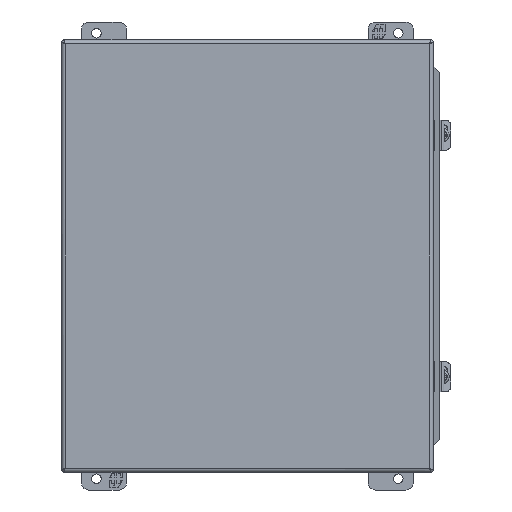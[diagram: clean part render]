
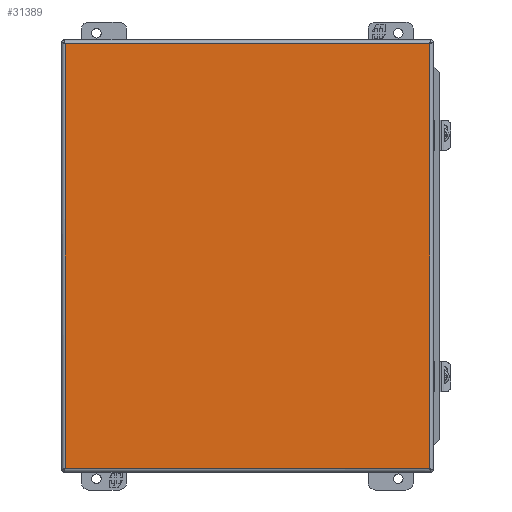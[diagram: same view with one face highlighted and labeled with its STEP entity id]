
A CAD part, front view. The second image highlights one B-rep face of the part: STEP entity #31389.
In plain terms, the highlighted planar face has unit normal (0, -1, 0).
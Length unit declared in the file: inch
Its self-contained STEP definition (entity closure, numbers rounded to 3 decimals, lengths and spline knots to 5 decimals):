
#109 = ORIENTED_EDGE ( 'NONE', *, *, #8052, .T. ) ;
#829 = VERTEX_POINT ( 'NONE', #21443 ) ;
#1761 = CARTESIAN_POINT ( 'NONE',  ( 6.0378, -6.19685, -7.0378 ) ) ;
#2499 = VECTOR ( 'NONE', #19084, 39.37008 ) ;
#3364 = DIRECTION ( 'NONE',  ( -1., 0., 0. ) ) ;
#5379 = VECTOR ( 'NONE', #3364, 39.37008 ) ;
#5798 = CARTESIAN_POINT ( 'NONE',  ( -6.0378, -6.19685, -7.0378 ) ) ;
#5876 = EDGE_CURVE ( 'NONE', #32779, #829, #29265, .T. ) ;
#6658 = VERTEX_POINT ( 'NONE', #10615 ) ;
#7189 = VECTOR ( 'NONE', #30277, 39.37008 ) ;
#8052 = EDGE_CURVE ( 'NONE', #25156, #32779, #29202, .T. ) ;
#9875 = DIRECTION ( 'NONE',  ( 1., 0., 0. ) ) ;
#10615 = CARTESIAN_POINT ( 'NONE',  ( -6.0378, -6.19685, 7.0378 ) ) ;
#11661 = LINE ( 'NONE', #14650, #5379 ) ;
#14189 = EDGE_CURVE ( 'NONE', #6658, #25156, #18782, .T. ) ;
#14650 = CARTESIAN_POINT ( 'NONE',  ( -6.15591, -6.19685, 7.0378 ) ) ;
#15177 = EDGE_LOOP ( 'NONE', ( #28503, #109, #33378, #30400 ) ) ;
#15647 = CARTESIAN_POINT ( 'NONE',  ( -6.0378, -6.19685, -7.15591 ) ) ;
#17921 = AXIS2_PLACEMENT_3D ( 'NONE', #19620, #22020, #19501 ) ;
#18533 = EDGE_CURVE ( 'NONE', #829, #6658, #11661, .T. ) ;
#18782 = LINE ( 'NONE', #15647, #7189 ) ;
#19084 = DIRECTION ( 'NONE',  ( 0., 0., 1. ) ) ;
#19501 = DIRECTION ( 'NONE',  ( 0., 0., -1. ) ) ;
#19620 = CARTESIAN_POINT ( 'NONE',  ( 0., -6.19685, 0. ) ) ;
#21443 = CARTESIAN_POINT ( 'NONE',  ( 6.0378, -6.19685, 7.0378 ) ) ;
#22020 = DIRECTION ( 'NONE',  ( 0., -1., 0. ) ) ;
#25156 = VERTEX_POINT ( 'NONE', #5798 ) ;
#28503 = ORIENTED_EDGE ( 'NONE', *, *, #14189, .T. ) ;
#29202 = LINE ( 'NONE', #35476, #30989 ) ;
#29265 = LINE ( 'NONE', #30330, #2499 ) ;
#30102 = FACE_OUTER_BOUND ( 'NONE', #15177, .T. ) ;
#30277 = DIRECTION ( 'NONE',  ( 0., 0., -1. ) ) ;
#30330 = CARTESIAN_POINT ( 'NONE',  ( 6.0378, -6.19685, 7.15591 ) ) ;
#30400 = ORIENTED_EDGE ( 'NONE', *, *, #18533, .T. ) ;
#30989 = VECTOR ( 'NONE', #9875, 39.37008 ) ;
#31389 = ADVANCED_FACE ( 'NONE', ( #30102 ), #33791, .T. ) ;
#32779 = VERTEX_POINT ( 'NONE', #1761 ) ;
#33378 = ORIENTED_EDGE ( 'NONE', *, *, #5876, .T. ) ;
#33791 = PLANE ( 'NONE',  #17921 ) ;
#35476 = CARTESIAN_POINT ( 'NONE',  ( 6.15591, -6.19685, -7.0378 ) ) ;
